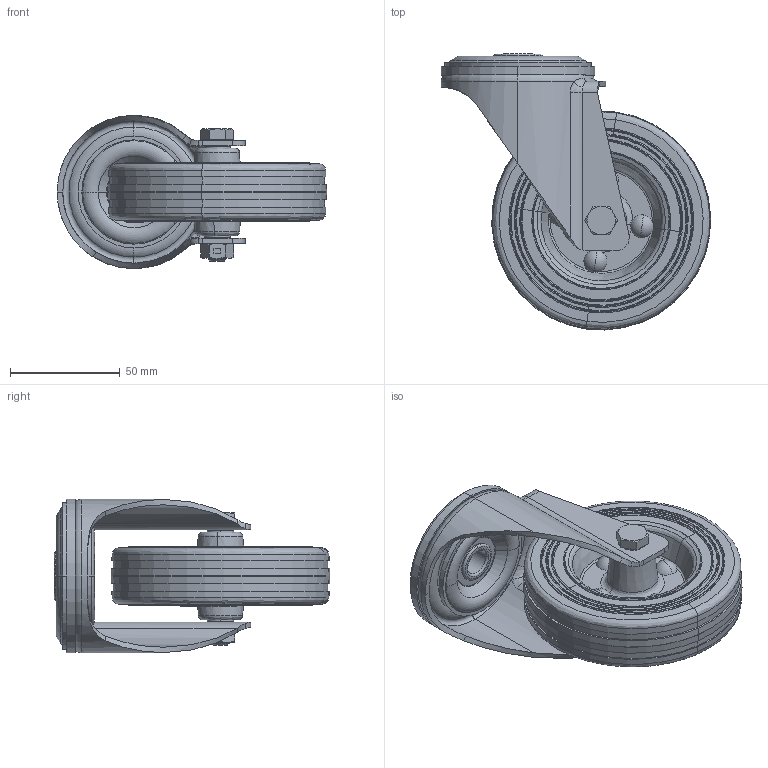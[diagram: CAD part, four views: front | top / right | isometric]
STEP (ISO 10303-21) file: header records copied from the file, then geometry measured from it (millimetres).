
FILE_DESCRIPTION (( 'STEP AP214' ), '1' );
FILE_NAME ('0055985.step', '2023-10-16T07:16:34', ( '' ), ( '' ), 'SwSTEP 2.0', 'SolidWorks 2020', '' );
FILE_SCHEMA (( 'AUTOMOTIVE_DESIGN' ));
Length unit declared in the file: millimetre
Products named in the file (1): 0055985
Bounding box: 122.97 x 125.97 x 70 mm (x, y, z)
Volume: 201663 mm3; surface area: 92296.8 mm2
Topology: 22 solids, 23 shells, 609 faces, 1359 edges, 803 vertices
Faces by surface type: bspline 144, cone 131, plane 128, cylinder 128, torus 78
Entity records: 28715 total; most frequent: CARTESIAN_POINT 8849, ORIENTED_EDGE 2678, DIRECTION 2666, EDGE_CURVE 1339, AXIS2_PLACEMENT_3D 1118, VERTEX_POINT 803, EDGE_LOOP 682, CIRCLE 652
